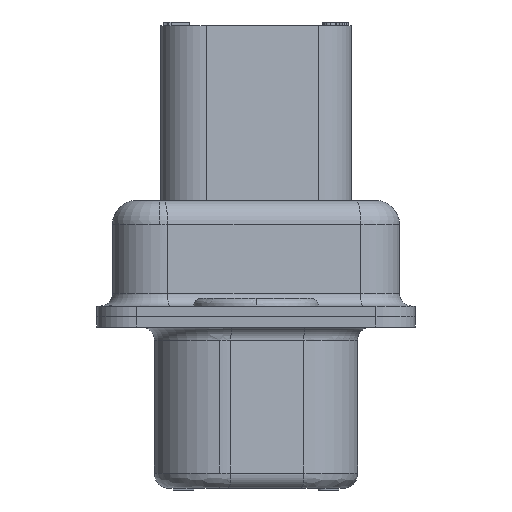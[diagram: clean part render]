
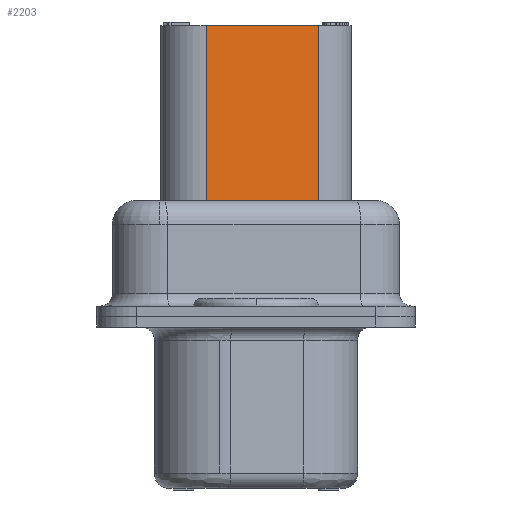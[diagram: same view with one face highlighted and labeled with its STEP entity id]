
A CAD part, left-side view. The second image highlights one B-rep face of the part: STEP entity #2203.
In plain terms, the highlighted planar face has unit normal (-0.985, -0.174, 0).
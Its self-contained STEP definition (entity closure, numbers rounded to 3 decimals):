
#16 = VERTEX_POINT ( 'NONE', #22245 ) ;
#204 = VERTEX_POINT ( 'NONE', #17540 ) ;
#1273 = ORIENTED_EDGE ( 'NONE', *, *, #23524, .F. ) ;
#2203 = ADVANCED_FACE ( 'NONE', ( #8210 ), #2985, .T. ) ;
#2726 = DIRECTION ( 'NONE',  ( 0.174, -0.985, 0. ) ) ;
#2816 = DIRECTION ( 'NONE',  ( -0.985, -0.174, 0. ) ) ;
#2985 = PLANE ( 'NONE',  #9314 ) ;
#3046 = ORIENTED_EDGE ( 'NONE', *, *, #18319, .F. ) ;
#4246 = CARTESIAN_POINT ( 'NONE',  ( -11.269, -2.41, 1.95 ) ) ;
#5965 = LINE ( 'NONE', #22937, #10361 ) ;
#8210 = FACE_OUTER_BOUND ( 'NONE', #19696, .T. ) ;
#8533 = VERTEX_POINT ( 'NONE', #8752 ) ;
#8752 = CARTESIAN_POINT ( 'NONE',  ( -12.027, 1.89, 9.2 ) ) ;
#9314 = AXIS2_PLACEMENT_3D ( 'NONE', #4246, #2816, #2726 ) ;
#10361 = VECTOR ( 'NONE', #21063, 1000. ) ;
#10417 = EDGE_CURVE ( 'NONE', #8533, #12665, #5965, .T. ) ;
#11393 = LINE ( 'NONE', #14780, #16324 ) ;
#11960 = DIRECTION ( 'NONE',  ( 0., 0., 1. ) ) ;
#12437 = DIRECTION ( 'NONE',  ( 0., 0., 1. ) ) ;
#12665 = VERTEX_POINT ( 'NONE', #13850 ) ;
#13850 = CARTESIAN_POINT ( 'NONE',  ( -11.269, -2.41, 9.2 ) ) ;
#14730 = VECTOR ( 'NONE', #11960, 1000. ) ;
#14780 = CARTESIAN_POINT ( 'NONE',  ( -11.269, -2.41, 1.95 ) ) ;
#14785 = ORIENTED_EDGE ( 'NONE', *, *, #21862, .T. ) ;
#16015 = VECTOR ( 'NONE', #12437, 1000. ) ;
#16324 = VECTOR ( 'NONE', #16616, 1000. ) ;
#16616 = DIRECTION ( 'NONE',  ( -0.174, 0.985, 0. ) ) ;
#17540 = CARTESIAN_POINT ( 'NONE',  ( -11.269, -2.41, 1.95 ) ) ;
#18319 = EDGE_CURVE ( 'NONE', #16, #8533, #20887, .T. ) ;
#19522 = ORIENTED_EDGE ( 'NONE', *, *, #10417, .F. ) ;
#19619 = LINE ( 'NONE', #23034, #14730 ) ;
#19696 = EDGE_LOOP ( 'NONE', ( #1273, #14785, #19522, #3046 ) ) ;
#19773 = CARTESIAN_POINT ( 'NONE',  ( -12.027, 1.89, 1.95 ) ) ;
#20887 = LINE ( 'NONE', #19773, #16015 ) ;
#21063 = DIRECTION ( 'NONE',  ( 0.174, -0.985, 0. ) ) ;
#21862 = EDGE_CURVE ( 'NONE', #204, #12665, #19619, .T. ) ;
#22245 = CARTESIAN_POINT ( 'NONE',  ( -12.027, 1.89, 1.95 ) ) ;
#22937 = CARTESIAN_POINT ( 'NONE',  ( -12.027, 1.89, 9.2 ) ) ;
#23034 = CARTESIAN_POINT ( 'NONE',  ( -11.269, -2.41, 1.95 ) ) ;
#23524 = EDGE_CURVE ( 'NONE', #204, #16, #11393, .T. ) ;
